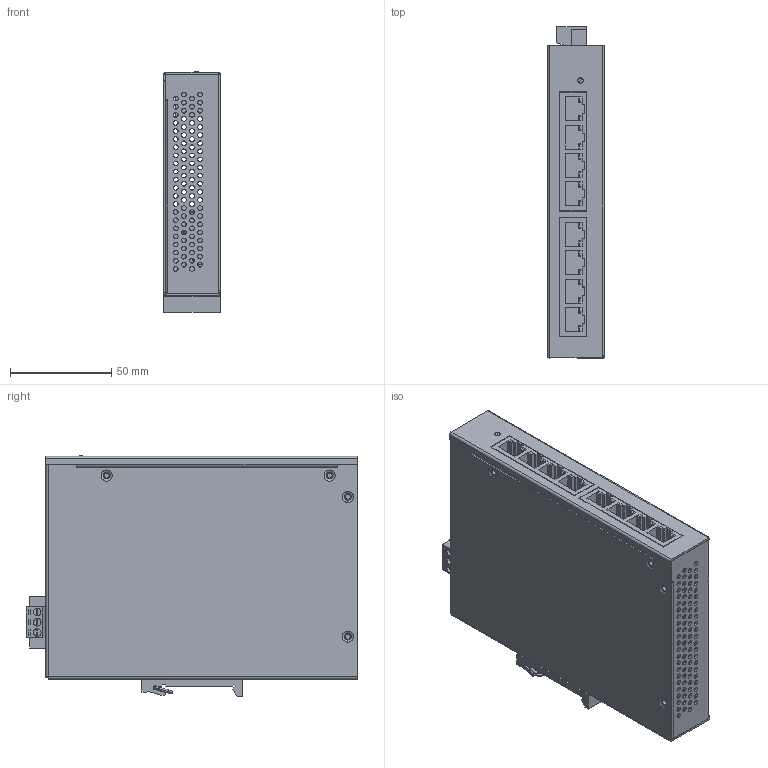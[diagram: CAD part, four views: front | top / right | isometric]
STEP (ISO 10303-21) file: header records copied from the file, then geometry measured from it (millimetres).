
FILE_DESCRIPTION (( 'STEP AP203' ), '1' );
FILE_NAME ('ECAT-2517.STEP', '2022-11-09T01:13:46', ( 'Windows 使用者' ), ( '' ), 'SwSTEP 2.0', 'SolidWorks 2020', '' );
FILE_SCHEMA (( 'CONFIG_CONTROL_DESIGN' ));
Length unit declared in the file: millimetre
Products named in the file (14): LED x 1_90D; MC101-50803; DIN-RAIL_AE_28mm; ECAT-2517_02-1; ECAT-2517_PCB_20210129; ME050-50803; ECAT-2517; ECAT-2517_01-1; 2DJ027; LED導光柱_圓頂_透明; MC101-50803_90D; DIN-RAIL_AE_SS_28mm; DIN-RAIL_AE_28mm_20201020
Assembly tree (14 placements, depth 4):
  ECAT-2517
    ECAT-2517_01-1
    ECAT-2517_PCB_20210129
      ECAT-2517_PCB_20210129
      2DJ027  x2
      MC101-50803_90D
        ME050-50803
        MC101-50803
      LED x 1_90D
    ECAT-2517_02-1
    DIN-RAIL_AE_28mm_20201020
      DIN-RAIL_AE_28mm
      DIN-RAIL_AE_SS_28mm
    LED導光柱_圓頂_透明
Bounding box: 28 x 163.8 x 118.75 mm (x, y, z)
Volume: 108989.3 mm3; surface area: 154578.3 mm2
Topology: 11 solids, 11 shells, 1609 faces, 3969 edges, 2577 vertices
Faces by surface type: plane 818, cylinder 739, cone 28, torus 16, sphere 6, bspline 2
Entity records: 41278 total; most frequent: DIRECTION 7190, CARTESIAN_POINT 6769, ORIENTED_EDGE 6492, EDGE_CURVE 3246, AXIS2_PLACEMENT_3D 2632, VERTEX_POINT 2099, VECTOR 1926, LINE 1926
